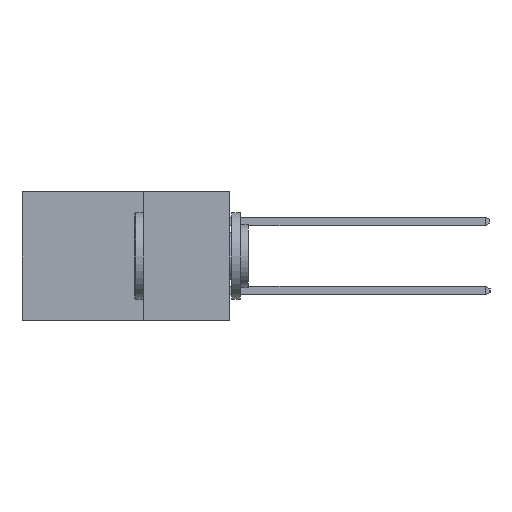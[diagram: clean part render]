
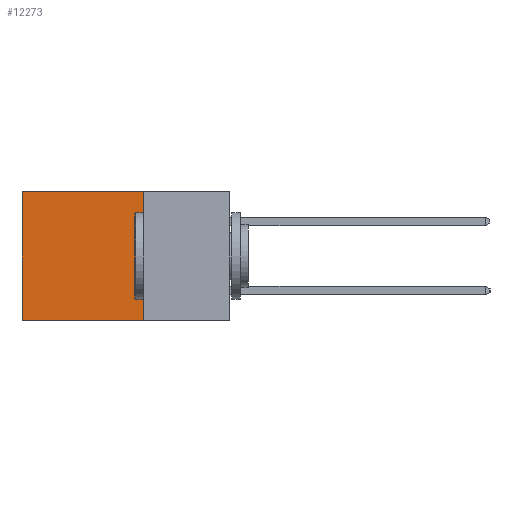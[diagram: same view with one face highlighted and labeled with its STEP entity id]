
A CAD part, left-side view. The second image highlights one B-rep face of the part: STEP entity #12273.
In plain terms, the highlighted planar face has unit normal (-1, 0, 0).
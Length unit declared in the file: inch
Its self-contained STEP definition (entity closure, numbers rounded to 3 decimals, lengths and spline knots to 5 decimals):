
#222 = DIRECTION ( 'NONE',  ( 0., 1., 0. ) ) ;
#226 = CARTESIAN_POINT ( 'NONE',  ( 0.2615, 0.25, -0.37 ) ) ;
#1603 = VERTEX_POINT ( 'NONE', #15156 ) ;
#2721 = CARTESIAN_POINT ( 'NONE',  ( 0.2615, 0.25, 0. ) ) ;
#2995 = DIRECTION ( 'NONE',  ( 0., 1., 0. ) ) ;
#3423 = VECTOR ( 'NONE', #222, 39.37008 ) ;
#3538 = VECTOR ( 'NONE', #9115, 39.37008 ) ;
#3690 = CARTESIAN_POINT ( 'NONE',  ( 0.2615, 0.6, -0.37 ) ) ;
#3840 = LINE ( 'NONE', #15974, #11048 ) ;
#4568 = ORIENTED_EDGE ( 'NONE', *, *, #15005, .F. ) ;
#4723 = VERTEX_POINT ( 'NONE', #13241 ) ;
#5100 = FACE_OUTER_BOUND ( 'NONE', #7472, .T. ) ;
#5712 = LINE ( 'NONE', #2721, #12098 ) ;
#6081 = EDGE_CURVE ( 'NONE', #1603, #6780, #3840, .T. ) ;
#6553 = LINE ( 'NONE', #9282, #3538 ) ;
#6773 = CARTESIAN_POINT ( 'NONE',  ( 0.2615, 0.25, -0.37 ) ) ;
#6780 = VERTEX_POINT ( 'NONE', #6773 ) ;
#7472 = EDGE_LOOP ( 'NONE', ( #8417, #4568, #11493, #14135 ) ) ;
#8417 = ORIENTED_EDGE ( 'NONE', *, *, #9805, .T. ) ;
#9115 = DIRECTION ( 'NONE',  ( 0., 0., -1. ) ) ;
#9282 = CARTESIAN_POINT ( 'NONE',  ( 0.2615, 0.6, -0.37 ) ) ;
#9805 = EDGE_CURVE ( 'NONE', #4723, #13380, #6553, .T. ) ;
#10288 = EDGE_CURVE ( 'NONE', #1603, #4723, #5712, .T. ) ;
#11048 = VECTOR ( 'NONE', #15864, 39.37008 ) ;
#11493 = ORIENTED_EDGE ( 'NONE', *, *, #6081, .F. ) ;
#11968 = AXIS2_PLACEMENT_3D ( 'NONE', #13034, #13002, #12978 ) ;
#12098 = VECTOR ( 'NONE', #2995, 39.37008 ) ;
#12273 = ADVANCED_FACE ( 'NONE', ( #5100 ), #13090, .F. ) ;
#12978 = DIRECTION ( 'NONE',  ( 0., 0., -1. ) ) ;
#13002 = DIRECTION ( 'NONE',  ( 1., 0., 0. ) ) ;
#13034 = CARTESIAN_POINT ( 'NONE',  ( 0.2615, 0.25, -0.37 ) ) ;
#13090 = PLANE ( 'NONE',  #11968 ) ;
#13241 = CARTESIAN_POINT ( 'NONE',  ( 0.2615, 0.6, 0. ) ) ;
#13380 = VERTEX_POINT ( 'NONE', #3690 ) ;
#14135 = ORIENTED_EDGE ( 'NONE', *, *, #10288, .T. ) ;
#15005 = EDGE_CURVE ( 'NONE', #6780, #13380, #16196, .T. ) ;
#15156 = CARTESIAN_POINT ( 'NONE',  ( 0.2615, 0.25, 0. ) ) ;
#15864 = DIRECTION ( 'NONE',  ( 0., 0., -1. ) ) ;
#15974 = CARTESIAN_POINT ( 'NONE',  ( 0.2615, 0.25, -0.37 ) ) ;
#16196 = LINE ( 'NONE', #226, #3423 ) ;
